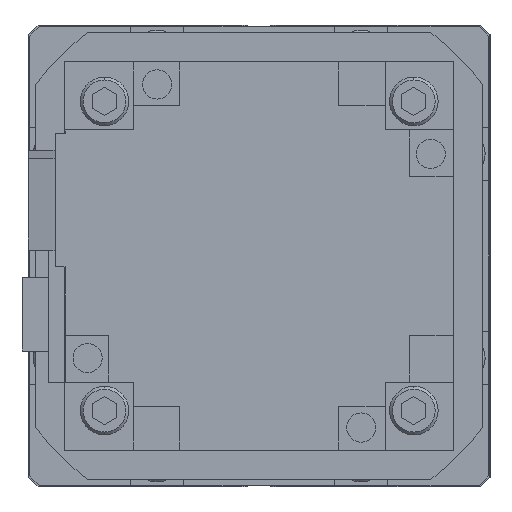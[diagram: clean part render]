
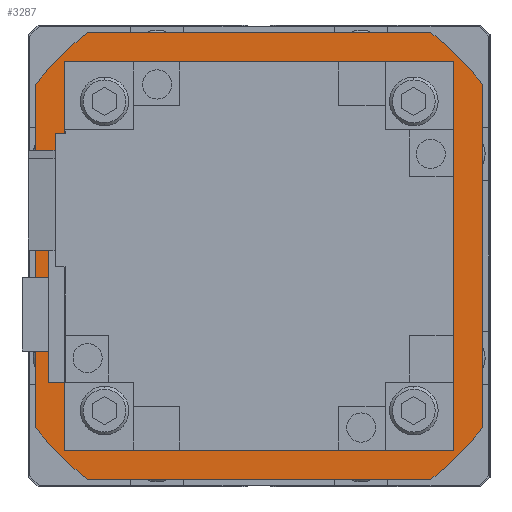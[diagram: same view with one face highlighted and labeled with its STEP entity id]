
A CAD part, left-side view. The second image highlights one B-rep face of the part: STEP entity #3287.
In plain terms, the highlighted face is planar.
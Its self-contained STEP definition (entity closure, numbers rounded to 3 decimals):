
#759 = CIRCLE ( 'NONE', #10771, 58. ) ;
#904 = CARTESIAN_POINT ( 'NONE',  ( 116.5, 46., 35.327 ) ) ;
#1234 = CARTESIAN_POINT ( 'NONE',  ( 116.5, 46., -35.327 ) ) ;
#1459 = EDGE_LOOP ( 'NONE', ( #5519, #23374, #21952, #3849, #25178, #15677, #18440, #29618 ) ) ;
#2756 = PLANE ( 'NONE',  #11303 ) ;
#3287 = ADVANCED_FACE ( 'NONE', ( #26646 ), #2756, .T. ) ;
#3529 = EDGE_CURVE ( 'NONE', #27509, #22414, #759, .T. ) ;
#3849 = ORIENTED_EDGE ( 'NONE', *, *, #18236, .T. ) ;
#4068 = CARTESIAN_POINT ( 'NONE',  ( 116.5, -35.327, -46. ) ) ;
#4477 = DIRECTION ( 'NONE',  ( 1., 0., 0. ) ) ;
#4940 = CARTESIAN_POINT ( 'NONE',  ( 116.5, 35.327, 46. ) ) ;
#5519 = ORIENTED_EDGE ( 'NONE', *, *, #24374, .T. ) ;
#7818 = LINE ( 'NONE', #12859, #30438 ) ;
#7991 = DIRECTION ( 'NONE',  ( 0., 0., -1. ) ) ;
#8064 = CARTESIAN_POINT ( 'NONE',  ( 116.5, -35.327, -46. ) ) ;
#8273 = DIRECTION ( 'NONE',  ( 0., 0., -1. ) ) ;
#9103 = VERTEX_POINT ( 'NONE', #1234 ) ;
#10063 = EDGE_CURVE ( 'NONE', #22234, #27509, #10169, .T. ) ;
#10152 = AXIS2_PLACEMENT_3D ( 'NONE', #21346, #32312, #8273 ) ;
#10169 = LINE ( 'NONE', #4940, #19076 ) ;
#10341 = DIRECTION ( 'NONE',  ( 0., -1., 0. ) ) ;
#10771 = AXIS2_PLACEMENT_3D ( 'NONE', #20879, #31147, #34288 ) ;
#11303 = AXIS2_PLACEMENT_3D ( 'NONE', #13389, #24218, #24030 ) ;
#12268 = EDGE_CURVE ( 'NONE', #9103, #28196, #20858, .T. ) ;
#12536 = CARTESIAN_POINT ( 'NONE',  ( 116.5, 0., 0. ) ) ;
#12859 = CARTESIAN_POINT ( 'NONE',  ( 116.5, -46., 35.327 ) ) ;
#13292 = VECTOR ( 'NONE', #17323, 1000. ) ;
#13389 = CARTESIAN_POINT ( 'NONE',  ( 116.5, 0., 0. ) ) ;
#13699 = AXIS2_PLACEMENT_3D ( 'NONE', #28353, #4477, #15103 ) ;
#14378 = LINE ( 'NONE', #4068, #13292 ) ;
#14599 = EDGE_CURVE ( 'NONE', #18060, #9103, #32642, .T. ) ;
#14742 = CARTESIAN_POINT ( 'NONE',  ( 116.5, -35.327, 46. ) ) ;
#15103 = DIRECTION ( 'NONE',  ( 0., 0., -1. ) ) ;
#15319 = AXIS2_PLACEMENT_3D ( 'NONE', #12536, #25100, #23010 ) ;
#15677 = ORIENTED_EDGE ( 'NONE', *, *, #30119, .T. ) ;
#17323 = DIRECTION ( 'NONE',  ( 0., 1., 0. ) ) ;
#17608 = CARTESIAN_POINT ( 'NONE',  ( 116.5, 35.327, -46. ) ) ;
#17891 = DIRECTION ( 'NONE',  ( 0., 0., 1. ) ) ;
#18060 = VERTEX_POINT ( 'NONE', #17608 ) ;
#18236 = EDGE_CURVE ( 'NONE', #22414, #21307, #7818, .T. ) ;
#18440 = ORIENTED_EDGE ( 'NONE', *, *, #14599, .T. ) ;
#18478 = CARTESIAN_POINT ( 'NONE',  ( 116.5, -46., -35.327 ) ) ;
#19076 = VECTOR ( 'NONE', #10341, 1000. ) ;
#19323 = EDGE_CURVE ( 'NONE', #21307, #22164, #25168, .T. ) ;
#20841 = VECTOR ( 'NONE', #17891, 1000. ) ;
#20858 = LINE ( 'NONE', #29017, #20841 ) ;
#20879 = CARTESIAN_POINT ( 'NONE',  ( 116.5, 0., 0. ) ) ;
#20934 = CARTESIAN_POINT ( 'NONE',  ( 116.5, -46., 35.327 ) ) ;
#21307 = VERTEX_POINT ( 'NONE', #18478 ) ;
#21346 = CARTESIAN_POINT ( 'NONE',  ( 116.5, 0., 0. ) ) ;
#21952 = ORIENTED_EDGE ( 'NONE', *, *, #3529, .T. ) ;
#22164 = VERTEX_POINT ( 'NONE', #8064 ) ;
#22234 = VERTEX_POINT ( 'NONE', #24458 ) ;
#22414 = VERTEX_POINT ( 'NONE', #20934 ) ;
#23010 = DIRECTION ( 'NONE',  ( 0., 0., -1. ) ) ;
#23374 = ORIENTED_EDGE ( 'NONE', *, *, #10063, .T. ) ;
#24030 = DIRECTION ( 'NONE',  ( 0., 1., 0. ) ) ;
#24218 = DIRECTION ( 'NONE',  ( 1., 0., 0. ) ) ;
#24374 = EDGE_CURVE ( 'NONE', #28196, #22234, #29255, .T. ) ;
#24458 = CARTESIAN_POINT ( 'NONE',  ( 116.5, 35.327, 46. ) ) ;
#25100 = DIRECTION ( 'NONE',  ( 1., 0., 0. ) ) ;
#25168 = CIRCLE ( 'NONE', #10152, 58. ) ;
#25178 = ORIENTED_EDGE ( 'NONE', *, *, #19323, .T. ) ;
#26646 = FACE_OUTER_BOUND ( 'NONE', #1459, .T. ) ;
#27509 = VERTEX_POINT ( 'NONE', #14742 ) ;
#28196 = VERTEX_POINT ( 'NONE', #904 ) ;
#28353 = CARTESIAN_POINT ( 'NONE',  ( 116.5, 0., 0. ) ) ;
#29017 = CARTESIAN_POINT ( 'NONE',  ( 116.5, 46., -35.327 ) ) ;
#29255 = CIRCLE ( 'NONE', #15319, 58. ) ;
#29618 = ORIENTED_EDGE ( 'NONE', *, *, #12268, .T. ) ;
#30119 = EDGE_CURVE ( 'NONE', #22164, #18060, #14378, .T. ) ;
#30438 = VECTOR ( 'NONE', #7991, 1000. ) ;
#31147 = DIRECTION ( 'NONE',  ( 1., 0., 0. ) ) ;
#32312 = DIRECTION ( 'NONE',  ( 1., 0., 0. ) ) ;
#32642 = CIRCLE ( 'NONE', #13699, 58. ) ;
#34288 = DIRECTION ( 'NONE',  ( 0., 0., -1. ) ) ;
